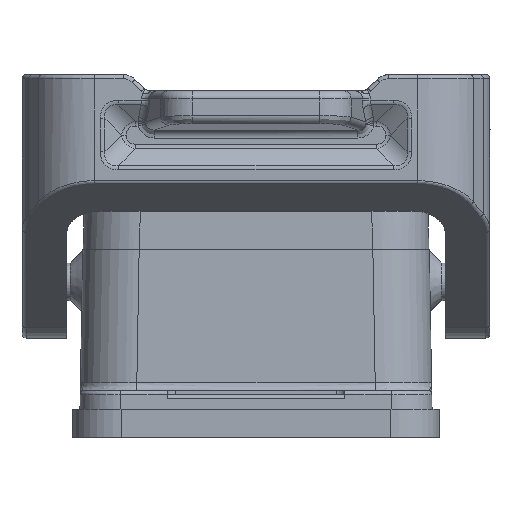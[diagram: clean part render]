
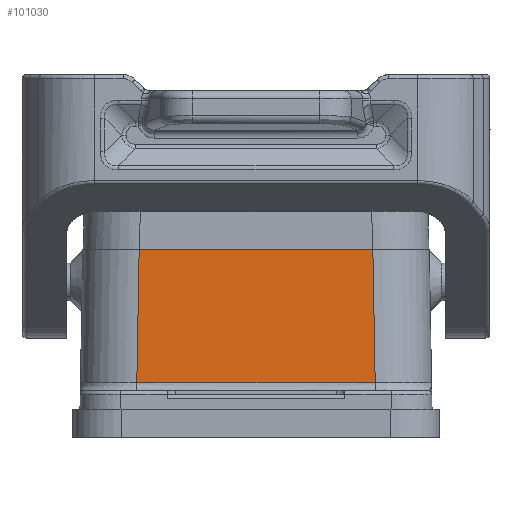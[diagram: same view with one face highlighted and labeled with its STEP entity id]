
A CAD part, left-side view. The second image highlights one B-rep face of the part: STEP entity #101030.
In plain terms, the highlighted face is planar.
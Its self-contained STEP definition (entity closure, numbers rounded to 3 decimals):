
#100640=CARTESIAN_POINT('',(77.698,10.15,24.));
#100650=DIRECTION('',(0.,1.,-0.017));
#100660=DIRECTION('',(1.,0.,0.));
#100670=AXIS2_PLACEMENT_3D('',#100640,#100650,#100660);
#100680=PLANE('',#100670);
#100690=CARTESIAN_POINT('',(0.,10.106,21.5));
#100700=DIRECTION('',(1.,0.,0.));
#100710=VECTOR('',#100700,1.);
#100720=LINE('',#100690,#100710);
#100730=CARTESIAN_POINT('',(30.446,10.106,21.5));
#100740=VERTEX_POINT('',#100730);
#100750=CARTESIAN_POINT('',(59.448,10.106,21.5));
#100760=VERTEX_POINT('',#100750);
#100770=EDGE_CURVE('',#100740,#100760,#100720,.T.);
#100780=ORIENTED_EDGE('',*,*,#100770,.F.);
#100790=CARTESIAN_POINT('',(59.821,9.733,
0.122));
#100800=DIRECTION('',(0.017,-0.017,
-1.));
#100810=VECTOR('',#100800,1.);
#100820=LINE('',#100790,#100810);
#100830=CARTESIAN_POINT('',(59.736,9.818,
4.983));
#100840=VERTEX_POINT('',#100830);
#100850=EDGE_CURVE('',#100760,#100840,#100820,.T.);
#100860=ORIENTED_EDGE('',*,*,#100850,.F.);
#100870=CARTESIAN_POINT('',(0.,9.818,4.983));
#100880=DIRECTION('',(-1.,0.,0.));
#100890=VECTOR('',#100880,1.);
#100900=LINE('',#100870,#100890);
#100910=CARTESIAN_POINT('',(30.157,9.818,
4.983));
#100920=VERTEX_POINT('',#100910);
#100930=EDGE_CURVE('',#100840,#100920,#100900,.T.);
#100940=ORIENTED_EDGE('',*,*,#100930,.F.);
#100950=CARTESIAN_POINT('',(30.073,9.733,
0.122));
#100960=DIRECTION('',(0.017,0.017,
1.));
#100970=VECTOR('',#100960,1.);
#100980=LINE('',#100950,#100970);
#100990=EDGE_CURVE('',#100920,#100740,#100980,.T.);
#101000=ORIENTED_EDGE('',*,*,#100990,.F.);
#101010=EDGE_LOOP('',(#101000,#100940,#100860,#100780));
#101020=FACE_OUTER_BOUND('',#101010,.T.);
#101030=ADVANCED_FACE('',(#101020),#100680,.F.);
